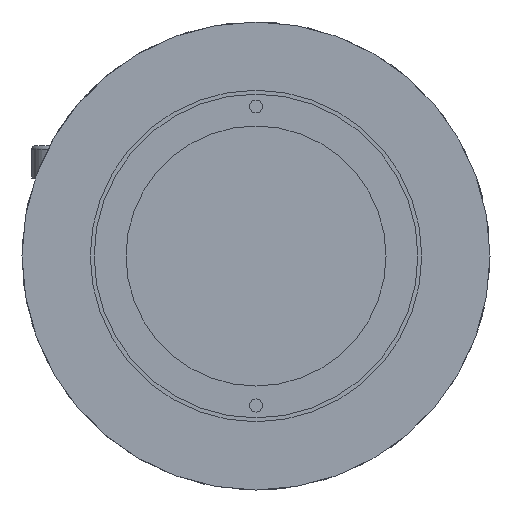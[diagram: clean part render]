
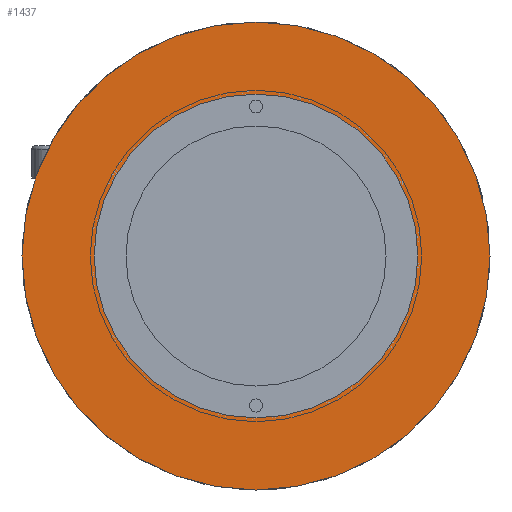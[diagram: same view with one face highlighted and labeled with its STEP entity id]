
A CAD part, left-side view. The second image highlights one B-rep face of the part: STEP entity #1437.
In plain terms, the highlighted planar face has unit normal (-1, 0, 0).
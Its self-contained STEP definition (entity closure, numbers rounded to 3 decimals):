
#11 = PLANE ( 'NONE',  #787 ) ;
#68 = EDGE_CURVE ( 'NONE', #2480, #2306, #1974, .T. ) ;
#85 = EDGE_CURVE ( 'NONE', #758, #1343, #1497, .T. ) ;
#127 = ORIENTED_EDGE ( 'NONE', *, *, #1412, .T. ) ;
#166 = CARTESIAN_POINT ( 'NONE',  ( 0., 0., 0. ) ) ;
#185 = CARTESIAN_POINT ( 'NONE',  ( 0., 0., 0. ) ) ;
#196 = AXIS2_PLACEMENT_3D ( 'NONE', #1615, #980, #2214 ) ;
#221 = DIRECTION ( 'NONE',  ( 0., 0., -1. ) ) ;
#317 = CARTESIAN_POINT ( 'NONE',  ( 0., 0., -18. ) ) ;
#331 = EDGE_CURVE ( 'NONE', #2306, #2480, #2066, .T. ) ;
#350 = DIRECTION ( 'NONE',  ( 0., 0., 1. ) ) ;
#580 = AXIS2_PLACEMENT_3D ( 'NONE', #2517, #861, #1505 ) ;
#687 = AXIS2_PLACEMENT_3D ( 'NONE', #166, #2034, #350 ) ;
#758 = VERTEX_POINT ( 'NONE', #1503 ) ;
#787 = AXIS2_PLACEMENT_3D ( 'NONE', #809, #1450, #221 ) ;
#809 = CARTESIAN_POINT ( 'NONE',  ( 0., 18., 0. ) ) ;
#861 = DIRECTION ( 'NONE',  ( -1., 0., 0. ) ) ;
#980 = DIRECTION ( 'NONE',  ( -1., 0., 0. ) ) ;
#996 = CARTESIAN_POINT ( 'NONE',  ( 0., 0., 12.45 ) ) ;
#1343 = VERTEX_POINT ( 'NONE', #317 ) ;
#1412 = EDGE_CURVE ( 'NONE', #1343, #758, #2106, .T. ) ;
#1437 = ADVANCED_FACE ( 'NONE', ( #1575, #1508 ), #11, .F. ) ;
#1450 = DIRECTION ( 'NONE',  ( 1., 0., 0. ) ) ;
#1497 = CIRCLE ( 'NONE', #687, 18. ) ;
#1503 = CARTESIAN_POINT ( 'NONE',  ( 0., 0., 18. ) ) ;
#1505 = DIRECTION ( 'NONE',  ( 0., 0., 1. ) ) ;
#1508 = FACE_OUTER_BOUND ( 'NONE', #1765, .T. ) ;
#1575 = FACE_BOUND ( 'NONE', #2424, .T. ) ;
#1615 = CARTESIAN_POINT ( 'NONE',  ( 0., 0., 0. ) ) ;
#1755 = CARTESIAN_POINT ( 'NONE',  ( 0., 0., -12.45 ) ) ;
#1765 = EDGE_LOOP ( 'NONE', ( #2220, #127 ) ) ;
#1769 = AXIS2_PLACEMENT_3D ( 'NONE', #185, #2470, #1873 ) ;
#1873 = DIRECTION ( 'NONE',  ( 0., 0., 1. ) ) ;
#1974 = CIRCLE ( 'NONE', #196, 12.45 ) ;
#2034 = DIRECTION ( 'NONE',  ( -1., 0., 0. ) ) ;
#2066 = CIRCLE ( 'NONE', #1769, 12.45 ) ;
#2106 = CIRCLE ( 'NONE', #580, 18. ) ;
#2214 = DIRECTION ( 'NONE',  ( 0., 0., 1. ) ) ;
#2220 = ORIENTED_EDGE ( 'NONE', *, *, #85, .T. ) ;
#2306 = VERTEX_POINT ( 'NONE', #1755 ) ;
#2400 = ORIENTED_EDGE ( 'NONE', *, *, #331, .F. ) ;
#2424 = EDGE_LOOP ( 'NONE', ( #2498, #2400 ) ) ;
#2470 = DIRECTION ( 'NONE',  ( -1., 0., 0. ) ) ;
#2480 = VERTEX_POINT ( 'NONE', #996 ) ;
#2498 = ORIENTED_EDGE ( 'NONE', *, *, #68, .F. ) ;
#2517 = CARTESIAN_POINT ( 'NONE',  ( 0., 0., 0. ) ) ;
